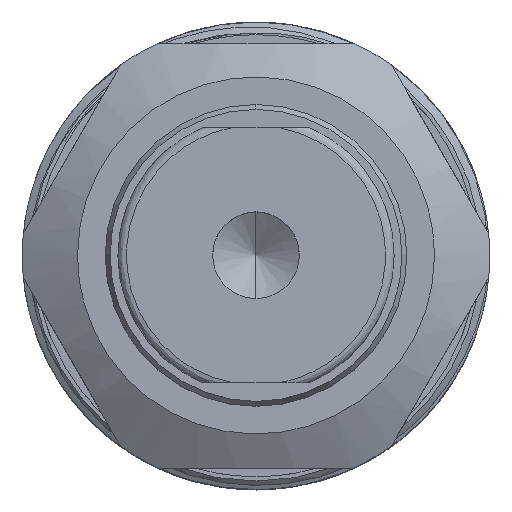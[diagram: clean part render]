
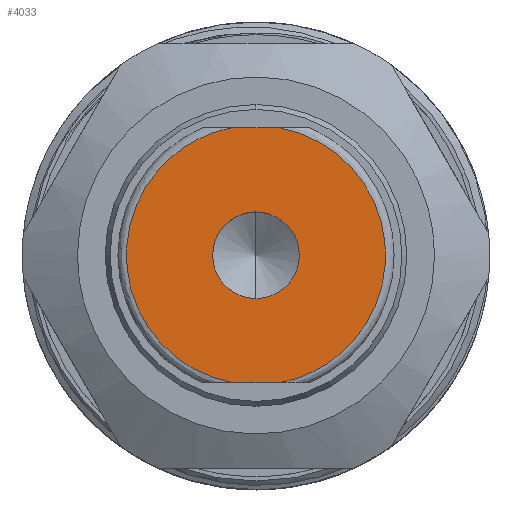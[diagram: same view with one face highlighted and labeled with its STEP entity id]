
A CAD part, top view. The second image highlights one B-rep face of the part: STEP entity #4033.
In plain terms, the highlighted face is planar.
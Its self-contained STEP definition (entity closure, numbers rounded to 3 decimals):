
#59 = LINE ( 'NONE', #1491, #73 ) ;
#73 = VECTOR ( 'NONE', #1473, 1000. ) ;
#82 = CARTESIAN_POINT ( 'NONE',  ( 0., 94.5, -5.1 ) ) ;
#119 = FACE_OUTER_BOUND ( 'NONE', #2718, .T. ) ;
#140 = EDGE_LOOP ( 'NONE', ( #6550, #846 ) ) ;
#435 = CIRCLE ( 'NONE', #3628, 5.1 ) ;
#681 = DIRECTION ( 'NONE',  ( 0., 0., 1. ) ) ;
#690 = CARTESIAN_POINT ( 'NONE',  ( -24.437, 94.5, -11.024 ) ) ;
#703 = ORIENTED_EDGE ( 'NONE', *, *, #6475, .F. ) ;
#738 = ORIENTED_EDGE ( 'NONE', *, *, #5410, .F. ) ;
#846 = ORIENTED_EDGE ( 'NONE', *, *, #6702, .T. ) ;
#849 = VERTEX_POINT ( 'NONE', #2381 ) ;
#1168 = LINE ( 'NONE', #3240, #1253 ) ;
#1253 = VECTOR ( 'NONE', #3207, 1000. ) ;
#1473 = DIRECTION ( 'NONE',  ( 1., 0., 0. ) ) ;
#1491 = CARTESIAN_POINT ( 'NONE',  ( -23.979, 94.5, -15. ) ) ;
#1587 = VERTEX_POINT ( 'NONE', #3956 ) ;
#1631 = VERTEX_POINT ( 'NONE', #4043 ) ;
#1769 = AXIS2_PLACEMENT_3D ( 'NONE', #3577, #3659, #3507 ) ;
#1969 = DIRECTION ( 'NONE',  ( 0., 0., 1. ) ) ;
#1979 = DIRECTION ( 'NONE',  ( 0., -1., 0. ) ) ;
#1991 = CARTESIAN_POINT ( 'NONE',  ( 0., 94.5, 0. ) ) ;
#2314 = CARTESIAN_POINT ( 'NONE',  ( -2.75, 94.5, 15. ) ) ;
#2381 = CARTESIAN_POINT ( 'NONE',  ( 2.75, 94.5, 15. ) ) ;
#2489 = VERTEX_POINT ( 'NONE', #2314 ) ;
#2653 = CARTESIAN_POINT ( 'NONE',  ( -24.437, 94.5, 11.024 ) ) ;
#2718 = EDGE_LOOP ( 'NONE', ( #3026, #3967, #738, #703 ) ) ;
#2774 = VERTEX_POINT ( 'NONE', #82 ) ;
#3026 = ORIENTED_EDGE ( 'NONE', *, *, #4361, .F. ) ;
#3072 = CARTESIAN_POINT ( 'NONE',  ( -2.75, 94.5, 15. ) ) ;
#3207 = DIRECTION ( 'NONE',  ( -1., 0., 0. ) ) ;
#3240 = CARTESIAN_POINT ( 'NONE',  ( -23.979, 94.5, 15. ) ) ;
#3425 = CIRCLE ( 'NONE', #4728, 5.1 ) ;
#3433 =( BOUNDED_CURVE ( )  B_SPLINE_CURVE ( 3, ( #3072, #2653, #690, #5605 ),
 .UNSPECIFIED., .F., .T. ) 
 B_SPLINE_CURVE_WITH_KNOTS ( ( 4, 4 ),
 ( 0., 1. ),
 .UNSPECIFIED. ) 
 CURVE ( )  GEOMETRIC_REPRESENTATION_ITEM ( )  RATIONAL_B_SPLINE_CURVE ( ( 1., 0.454, 0.454, 1. ) ) 
 REPRESENTATION_ITEM ( '' )  );
#3507 = DIRECTION ( 'NONE',  ( 0., 0., 1. ) ) ;
#3537 = PLANE ( 'NONE',  #1769 ) ;
#3577 = CARTESIAN_POINT ( 'NONE',  ( 0., 94.5, 0. ) ) ;
#3628 = AXIS2_PLACEMENT_3D ( 'NONE', #4670, #4922, #681 ) ;
#3659 = DIRECTION ( 'NONE',  ( 0., 1., 0. ) ) ;
#3956 = CARTESIAN_POINT ( 'NONE',  ( 0., 94.5, 5.1 ) ) ;
#3967 = ORIENTED_EDGE ( 'NONE', *, *, #5860, .F. ) ;
#4033 = ADVANCED_FACE ( 'NONE', ( #119, #5711 ), #3537, .T. ) ;
#4043 = CARTESIAN_POINT ( 'NONE',  ( -2.75, 94.5, -15. ) ) ;
#4361 = EDGE_CURVE ( 'NONE', #1631, #6354, #59, .T. ) ;
#4670 = CARTESIAN_POINT ( 'NONE',  ( 0., 94.5, 0. ) ) ;
#4696 = CARTESIAN_POINT ( 'NONE',  ( 2.75, 94.5, 15. ) ) ;
#4706 = CARTESIAN_POINT ( 'NONE',  ( 24.437, 94.5, 11.024 ) ) ;
#4728 = AXIS2_PLACEMENT_3D ( 'NONE', #1991, #1979, #1969 ) ;
#4761 = EDGE_CURVE ( 'NONE', #1587, #2774, #435, .T. ) ;
#4883 = CARTESIAN_POINT ( 'NONE',  ( 24.437, 94.5, -11.024 ) ) ;
#4892 = CARTESIAN_POINT ( 'NONE',  ( 2.75, 94.5, -15. ) ) ;
#4922 = DIRECTION ( 'NONE',  ( 0., -1., 0. ) ) ;
#5410 = EDGE_CURVE ( 'NONE', #849, #2489, #1168, .T. ) ;
#5538 = CARTESIAN_POINT ( 'NONE',  ( 2.75, 94.5, -15. ) ) ;
#5605 = CARTESIAN_POINT ( 'NONE',  ( -2.75, 94.5, -15. ) ) ;
#5711 = FACE_BOUND ( 'NONE', #140, .T. ) ;
#5860 = EDGE_CURVE ( 'NONE', #2489, #1631, #3433, .T. ) ;
#6354 = VERTEX_POINT ( 'NONE', #5538 ) ;
#6475 = EDGE_CURVE ( 'NONE', #6354, #849, #6648, .T. ) ;
#6550 = ORIENTED_EDGE ( 'NONE', *, *, #4761, .T. ) ;
#6648 =( BOUNDED_CURVE ( )  B_SPLINE_CURVE ( 3, ( #4892, #4883, #4706, #4696 ),
 .UNSPECIFIED., .F., .T. ) 
 B_SPLINE_CURVE_WITH_KNOTS ( ( 4, 4 ),
 ( 0., 1. ),
 .UNSPECIFIED. ) 
 CURVE ( )  GEOMETRIC_REPRESENTATION_ITEM ( )  RATIONAL_B_SPLINE_CURVE ( ( 1., 0.454, 0.454, 1. ) ) 
 REPRESENTATION_ITEM ( '' )  );
#6702 = EDGE_CURVE ( 'NONE', #2774, #1587, #3425, .T. ) ;
